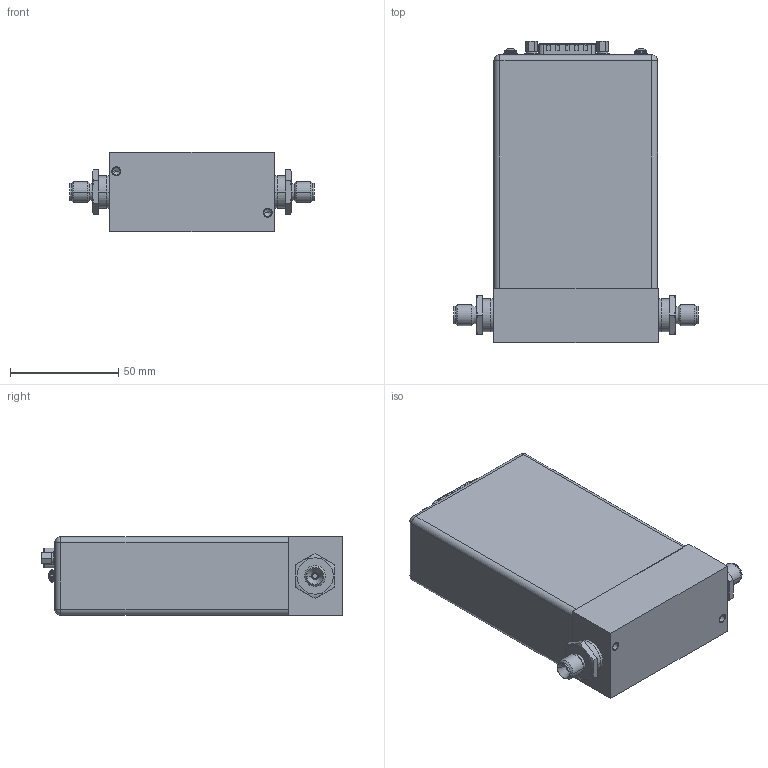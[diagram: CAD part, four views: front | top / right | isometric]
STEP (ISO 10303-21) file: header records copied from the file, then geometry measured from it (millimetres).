
FILE_DESCRIPTION((''),'2;1');
FILE_NAME('4-20_1-8_TUBE_ASM','2013-10-30T',('cockrofm'),('MKS Instruments, Inc.'),'PRO/ENGINEER BY PARAMETRIC TECHNOLOGY CORPORATION, 2009060','PRO/ENGINEER BY PARAMETRIC TECHNOLOGY CORPORATION, 2009060','');
FILE_SCHEMA(('AUTOMOTIVE_DESIGN { 1 2 10303 214 0 1 1 1 }'));
Length unit declared in the file: inch
Products named in the file (11): 118253_DUMMY_OUTLINE; 1051904_FITTING; 1-8_TUBE_ASM; 1041560_BRACKET; 1046482_ENCLOSURE_4-20MA; 1007235_CONN_RJ45; 185-3740; 1016309-003; 1011702-002_4-40_PAN-HD-SEMS; 171-015-113; 4-20_1-8_TUBE_ASM
Assembly tree (14 placements, depth 3):
  4-20_1-8_TUBE_ASM
    1-8_TUBE_ASM
      118253_DUMMY_OUTLINE
      1051904_FITTING  x2
    1041560_BRACKET
    1046482_ENCLOSURE_4-20MA
    1007235_CONN_RJ45
    185-3740  x2
    1016309-003  x2
    1011702-002_4-40_PAN-HD-SEMS  x2
    171-015-113
Bounding box: 112.78 x 139.17 x 36.83 mm (x, y, z)
Volume: 102518.8 mm3; surface area: 77185.2 mm2
Topology: 13 solids, 19 shells, 917 faces, 2114 edges, 1335 vertices
Faces by surface type: plane 392, cylinder 329, torus 61, bspline 45, cone 40, extrusion 32, sphere 18
Entity records: 29738 total; most frequent: CARTESIAN_POINT 5811, DIRECTION 3943, ORIENTED_EDGE 3548, EDGE_CURVE 1786, PRESENTATION_STYLE_ASSIGNMENT 1554, AXIS2_PLACEMENT_3D 1493, STYLED_ITEM 1444, CURVE_STYLE 1438
